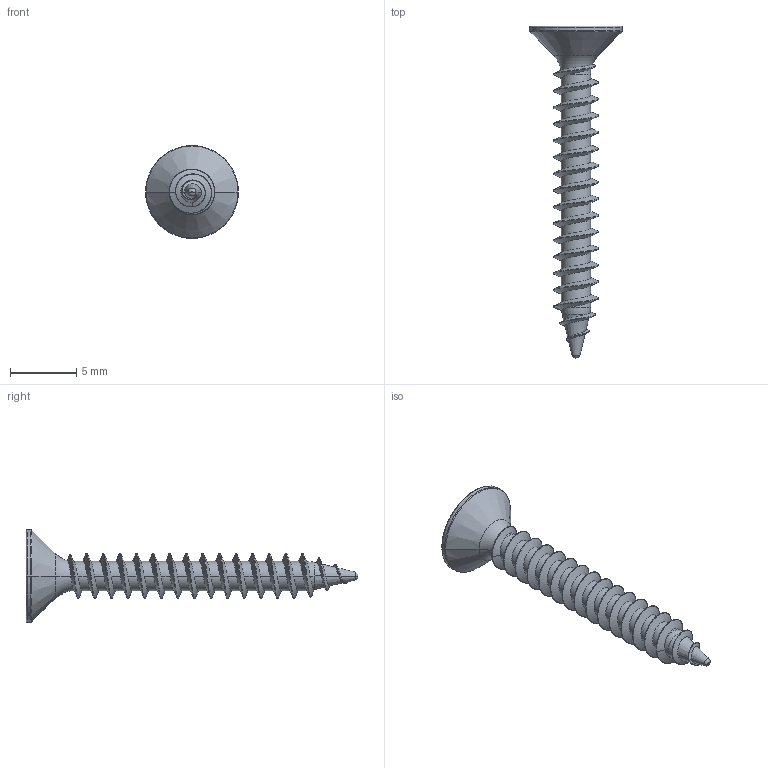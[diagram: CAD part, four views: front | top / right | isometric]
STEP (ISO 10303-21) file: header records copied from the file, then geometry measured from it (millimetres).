
FILE_DESCRIPTION (( 'STEP AP214' ), '1' );
FILE_NAME ('VIS 3.5X25.STEP', '2020-11-17T08:25:23', ( '' ), ( '' ), 'SwSTEP 2.0', 'SolidWorks 2020', '' );
FILE_SCHEMA (( 'AUTOMOTIVE_DESIGN' ));
Length unit declared in the file: millimetre
Products named in the file (1): VIS 3.5X25
Bounding box: 7 x 25 x 7 mm (x, y, z)
Volume: 148.7 mm3; surface area: 387.9 mm2
Topology: 1 solids, 1 shells, 141 faces, 339 edges, 193 vertices
Faces by surface type: cylinder 64, bspline 35, plane 15, torus 12, sphere 8, cone 7
Entity records: 8242 total; most frequent: CARTESIAN_POINT 5428, ORIENTED_EDGE 662, DIRECTION 496, EDGE_CURVE 331, AXIS2_PLACEMENT_3D 196, VERTEX_POINT 193, EDGE_LOOP 142, FACE_OUTER_BOUND 141
